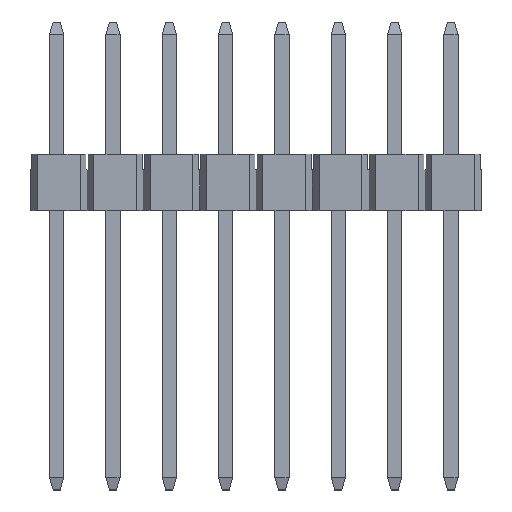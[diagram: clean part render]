
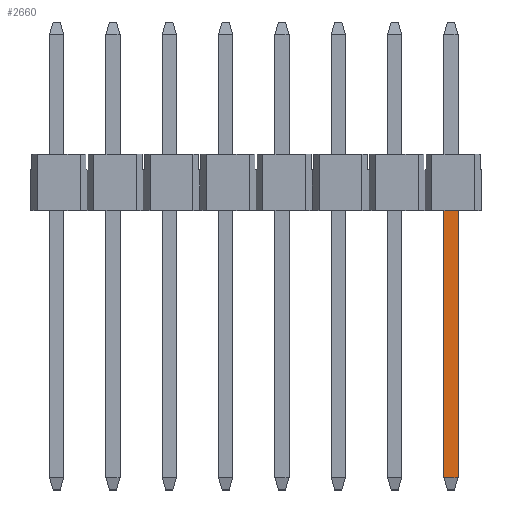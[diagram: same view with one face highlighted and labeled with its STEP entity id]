
A CAD part, top view. The second image highlights one B-rep face of the part: STEP entity #2660.
In plain terms, the highlighted planar face has unit normal (0, 0, 1).
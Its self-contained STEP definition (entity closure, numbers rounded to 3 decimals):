
#1246=EDGE_CURVE('',#1382,#3182,#3707,.T.);
#1382=VERTEX_POINT('',#3859);
#2640=VERTEX_POINT('',#5250);
#2660=ADVANCED_FACE('',(#5272),#5273,.T.);
#2752=EDGE_CURVE('',#3064,#2640,#5372,.T.);
#2950=EDGE_CURVE('',#1382,#2640,#5589,.T.);
#3064=VERTEX_POINT('',#5720);
#3126=EDGE_CURVE('',#3182,#3064,#5786,.T.);
#3182=VERTEX_POINT('',#5846);
#3707=LINE('',#6415,#6416);
#3859=CARTESIAN_POINT('',(8.57,-2.54,0.32));
#5250=CARTESIAN_POINT('',(9.21,-2.54,0.32));
#5272=FACE_OUTER_BOUND('',#8651,.T.);
#5273=PLANE('',#8652);
#5372=LINE('',#8792,#8793);
#5589=LINE('',#9103,#9104);
#5720=CARTESIAN_POINT('',(9.21,-14.594,0.32));
#5786=LINE('',#9396,#9397);
#5846=CARTESIAN_POINT('',(8.57,-14.594,0.32));
#6415=CARTESIAN_POINT('',(8.57,-4.59,0.32));
#6416=VECTOR('',#10318,1.0);
#8651=EDGE_LOOP('',(#11913,#11914,#11915,#11916));
#8652=AXIS2_PLACEMENT_3D('',#11917,#11918,#11919);
#8792=CARTESIAN_POINT('',(9.21,-14.594,0.32));
#8793=VECTOR('',#11998,1.0);
#9103=CARTESIAN_POINT('',(-0.2,-2.54,0.32));
#9104=VECTOR('',#12199,1.0);
#9396=CARTESIAN_POINT('',(8.39,-14.594,0.32));
#9397=VECTOR('',#12443,1.0);
#10318=DIRECTION('',(0.,-1.0,0.));
#11913=ORIENTED_EDGE('',*,*,#2950,.F.);
#11914=ORIENTED_EDGE('',*,*,#1246,.T.);
#11915=ORIENTED_EDGE('',*,*,#3126,.T.);
#11916=ORIENTED_EDGE('',*,*,#2752,.T.);
#11917=CARTESIAN_POINT('',(8.39,-14.594,0.32));
#11918=DIRECTION('',(0.,0.,1.0));
#11919=DIRECTION('',(0.,-1.0,0.));
#11998=DIRECTION('',(0.,1.0,0.));
#12199=DIRECTION('',(1.0,0.,0.));
#12443=DIRECTION('',(1.0,0.,0.));
